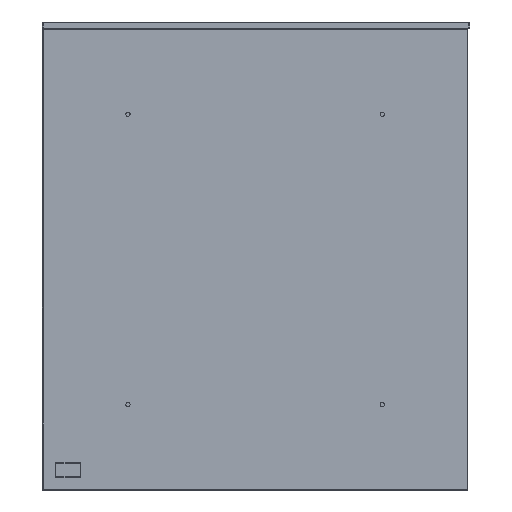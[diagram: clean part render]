
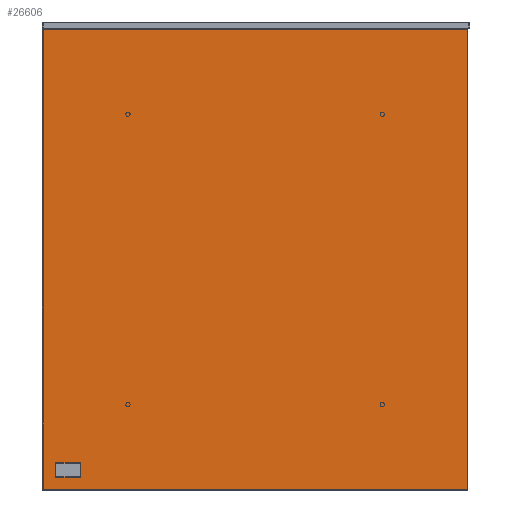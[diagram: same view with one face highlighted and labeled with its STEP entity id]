
A CAD part, left-side view. The second image highlights one B-rep face of the part: STEP entity #26606.
In plain terms, the highlighted planar face has unit normal (-1, 0, 0).
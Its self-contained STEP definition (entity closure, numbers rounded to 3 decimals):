
#26344=CARTESIAN_POINT('',(-4850.693,10231.25,-596.869));
#26345=VERTEX_POINT('',#26344);
#26346=CARTESIAN_POINT('',(-4850.693,10231.25,-59.131));
#26347=VERTEX_POINT('',#26346);
#26348=CARTESIAN_POINT('',(-4850.693,10231.25,-596.869));
#26349=DIRECTION('',(0.0,0.0,1.0));
#26350=VECTOR('',#26349,537.737);
#26351=LINE('',#26348,#26350);
#26352=EDGE_CURVE('',#26345,#26347,#26351,.T.);
#26375=CARTESIAN_POINT('',(-4850.693,10230.919,-58.8));
#26376=VERTEX_POINT('',#26375);
#26377=CARTESIAN_POINT('',(-4850.693,10231.25,-59.131));
#26378=DIRECTION('',(0.0,-0.707,0.707));
#26379=VECTOR('',#26378,0.469);
#26380=LINE('',#26377,#26379);
#26381=EDGE_CURVE('',#26347,#26376,#26380,.T.);
#26399=CARTESIAN_POINT('',(-4850.693,9735.181,-58.8));
#26400=VERTEX_POINT('',#26399);
#26401=CARTESIAN_POINT('',(-4850.693,10230.919,-58.8));
#26402=DIRECTION('',(0.0,-1.0,0.0));
#26403=VECTOR('',#26402,495.737);
#26404=LINE('',#26401,#26403);
#26405=EDGE_CURVE('',#26376,#26400,#26404,.T.);
#26432=CARTESIAN_POINT('',(-4850.693,9734.85,-59.131));
#26433=VERTEX_POINT('',#26432);
#26434=CARTESIAN_POINT('',(-4850.693,9735.181,-58.8));
#26435=DIRECTION('',(0.0,-0.707,-0.707));
#26436=VECTOR('',#26435,0.469);
#26437=LINE('',#26434,#26436);
#26438=EDGE_CURVE('',#26400,#26433,#26437,.T.);
#26463=CARTESIAN_POINT('',(-4850.693,9734.85,-596.869));
#26464=VERTEX_POINT('',#26463);
#26465=CARTESIAN_POINT('',(-4850.693,9734.85,-59.131));
#26466=DIRECTION('',(0.0,0.0,-1.0));
#26467=VECTOR('',#26466,537.737);
#26468=LINE('',#26465,#26467);
#26469=EDGE_CURVE('',#26433,#26464,#26468,.T.);
#26494=CARTESIAN_POINT('',(-4850.693,9735.181,-597.2));
#26495=VERTEX_POINT('',#26494);
#26496=CARTESIAN_POINT('',(-4850.693,9734.85,-596.869));
#26497=DIRECTION('',(0.0,0.707,-0.707));
#26498=VECTOR('',#26497,0.469);
#26499=LINE('',#26496,#26498);
#26500=EDGE_CURVE('',#26464,#26495,#26499,.T.);
#26523=CARTESIAN_POINT('',(-4850.693,10230.919,-597.2));
#26524=VERTEX_POINT('',#26523);
#26525=CARTESIAN_POINT('',(-4850.693,9735.181,-597.2));
#26526=DIRECTION('',(0.0,1.0,0.0));
#26527=VECTOR('',#26526,495.737);
#26528=LINE('',#26525,#26527);
#26529=EDGE_CURVE('',#26495,#26524,#26528,.T.);
#26547=CARTESIAN_POINT('',(-4850.693,10230.919,-597.2));
#26548=DIRECTION('',(0.0,0.707,0.707));
#26549=VECTOR('',#26548,0.469);
#26550=LINE('',#26547,#26549);
#26551=EDGE_CURVE('',#26524,#26345,#26550,.T.);
#26591=CARTESIAN_POINT('',(-4850.693,9983.05,-597.201));
#26592=DIRECTION('',(-1.0,0.0,0.0));
#26593=DIRECTION('',(0.0,0.0,1.0));
#26594=AXIS2_PLACEMENT_3D('',#26591,#26592,#26593);
#26595=PLANE('',#26594);
#26596=ORIENTED_EDGE('',*,*,#26352,.F.);
#26597=ORIENTED_EDGE('',*,*,#26551,.F.);
#26598=ORIENTED_EDGE('',*,*,#26529,.F.);
#26599=ORIENTED_EDGE('',*,*,#26500,.F.);
#26600=ORIENTED_EDGE('',*,*,#26469,.F.);
#26601=ORIENTED_EDGE('',*,*,#26438,.F.);
#26602=ORIENTED_EDGE('',*,*,#26405,.F.);
#26603=ORIENTED_EDGE('',*,*,#26381,.F.);
#26604=EDGE_LOOP('',(#26596,#26597,#26598,#26599,#26600,#26601,#26602,#26603));
#26605=FACE_OUTER_BOUND('',#26604,.T.);
#26606=ADVANCED_FACE('',(#26605),#26595,.T.);
